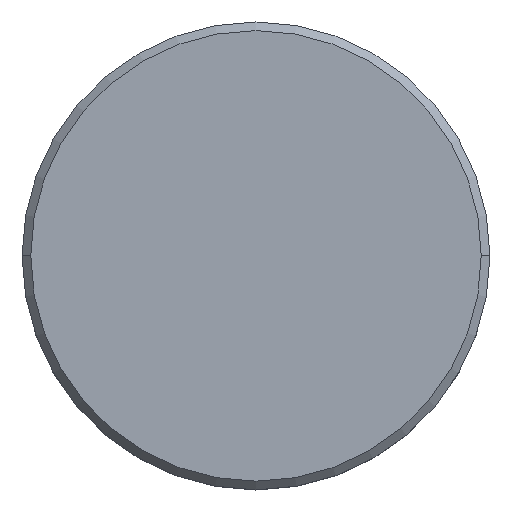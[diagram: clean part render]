
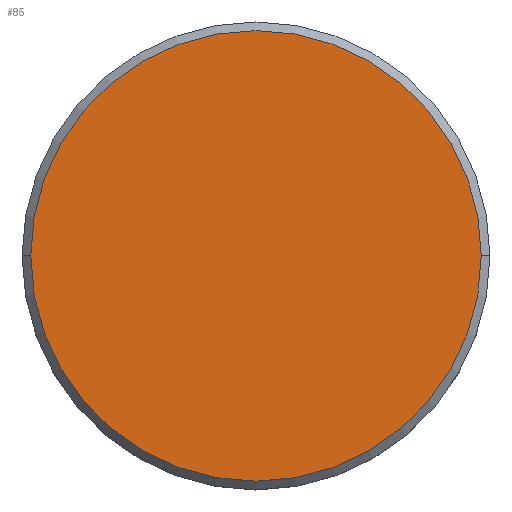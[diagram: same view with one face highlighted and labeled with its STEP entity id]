
A CAD part, top view. The second image highlights one B-rep face of the part: STEP entity #85.
In plain terms, the highlighted planar face has unit normal (0, 0, 1).
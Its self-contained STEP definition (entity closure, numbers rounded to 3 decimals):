
#28 = DIRECTION ( 'NONE',  ( 1., 0., 0. ) ) ;
#71 = VERTEX_POINT ( 'NONE', #472 ) ;
#85 = ADVANCED_FACE ( 'NONE', ( #802 ), #726, .T. ) ;
#191 = ORIENTED_EDGE ( 'NONE', *, *, #531, .T. ) ;
#258 = EDGE_LOOP ( 'NONE', ( #494, #191 ) ) ;
#263 = DIRECTION ( 'NONE',  ( 1., 0., 0. ) ) ;
#295 = AXIS2_PLACEMENT_3D ( 'NONE', #560, #486, #28 ) ;
#315 = VERTEX_POINT ( 'NONE', #455 ) ;
#455 = CARTESIAN_POINT ( 'NONE',  ( 13., 0., 0. ) ) ;
#472 = CARTESIAN_POINT ( 'NONE',  ( -13., 0., 0. ) ) ;
#482 = CARTESIAN_POINT ( 'NONE',  ( 0., 0., 0. ) ) ;
#486 = DIRECTION ( 'NONE',  ( 0., 0., 1. ) ) ;
#494 = ORIENTED_EDGE ( 'NONE', *, *, #897, .T. ) ;
#523 = CIRCLE ( 'NONE', #295, 13. ) ;
#531 = EDGE_CURVE ( 'NONE', #315, #71, #1032, .T. ) ;
#560 = CARTESIAN_POINT ( 'NONE',  ( 0., 0., 0. ) ) ;
#570 = DIRECTION ( 'NONE',  ( 0., 0., 1. ) ) ;
#714 = DIRECTION ( 'NONE',  ( 0., 0., 1. ) ) ;
#726 = PLANE ( 'NONE',  #920 ) ;
#802 = FACE_OUTER_BOUND ( 'NONE', #258, .T. ) ;
#868 = AXIS2_PLACEMENT_3D ( 'NONE', #1040, #714, #263 ) ;
#897 = EDGE_CURVE ( 'NONE', #71, #315, #523, .T. ) ;
#920 = AXIS2_PLACEMENT_3D ( 'NONE', #482, #570, #1062 ) ;
#1032 = CIRCLE ( 'NONE', #868, 13. ) ;
#1040 = CARTESIAN_POINT ( 'NONE',  ( 0., 0., 0. ) ) ;
#1062 = DIRECTION ( 'NONE',  ( 1., 0., 0. ) ) ;
